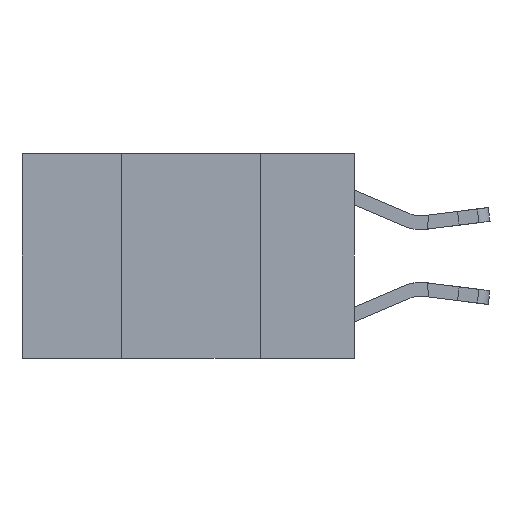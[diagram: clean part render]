
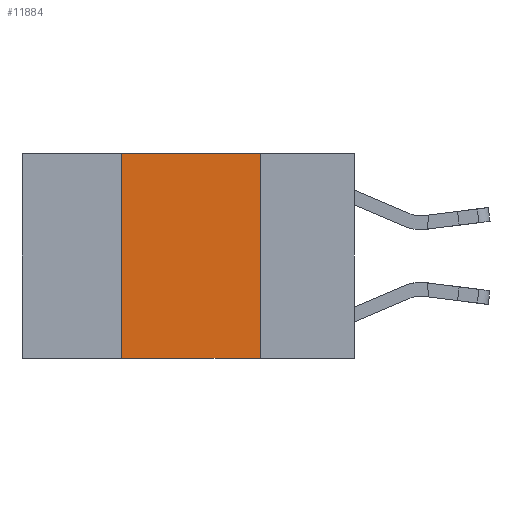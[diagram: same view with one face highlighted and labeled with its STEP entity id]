
A CAD part, left-side view. The second image highlights one B-rep face of the part: STEP entity #11884.
In plain terms, the highlighted planar face has unit normal (-1, 0, 0).
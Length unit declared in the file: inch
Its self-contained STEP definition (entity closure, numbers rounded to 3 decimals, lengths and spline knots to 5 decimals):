
#166 = DIRECTION ( 'NONE',  ( 0., -1., 0. ) ) ;
#218 = CARTESIAN_POINT ( 'NONE',  ( 0., 0.6, 0. ) ) ;
#224 = LINE ( 'NONE', #8432, #6057 ) ;
#660 = EDGE_CURVE ( 'NONE', #1384, #13124, #224, .T. ) ;
#781 = ORIENTED_EDGE ( 'NONE', *, *, #1939, .F. ) ;
#821 = VECTOR ( 'NONE', #7752, 39.37008 ) ;
#823 = FACE_OUTER_BOUND ( 'NONE', #13201, .T. ) ;
#958 = CARTESIAN_POINT ( 'NONE',  ( 0., 0.17, 0. ) ) ;
#1149 = ORIENTED_EDGE ( 'NONE', *, *, #2572, .F. ) ;
#1384 = VERTEX_POINT ( 'NONE', #13900 ) ;
#1680 = AXIS2_PLACEMENT_3D ( 'NONE', #4557, #5706, #12828 ) ;
#1939 = EDGE_CURVE ( 'NONE', #7378, #3261, #8970, .T. ) ;
#2572 = EDGE_CURVE ( 'NONE', #1384, #7378, #8323, .T. ) ;
#2719 = CARTESIAN_POINT ( 'NONE',  ( 0., 0.42, 0. ) ) ;
#3053 = CARTESIAN_POINT ( 'NONE',  ( 0., 0.17, -0.37 ) ) ;
#3261 = VERTEX_POINT ( 'NONE', #13088 ) ;
#3842 = DIRECTION ( 'NONE',  ( 0., 0., 1. ) ) ;
#4557 = CARTESIAN_POINT ( 'NONE',  ( 0., 0.6, 0. ) ) ;
#5706 = DIRECTION ( 'NONE',  ( 1., 0., 0. ) ) ;
#5967 = EDGE_CURVE ( 'NONE', #3261, #13124, #11365, .T. ) ;
#6057 = VECTOR ( 'NONE', #9533, 39.37008 ) ;
#7378 = VERTEX_POINT ( 'NONE', #8841 ) ;
#7752 = DIRECTION ( 'NONE',  ( 0., 0., -1. ) ) ;
#8323 = LINE ( 'NONE', #2719, #13282 ) ;
#8432 = CARTESIAN_POINT ( 'NONE',  ( 0., 0.6, -0.37 ) ) ;
#8663 = VECTOR ( 'NONE', #166, 39.37008 ) ;
#8841 = CARTESIAN_POINT ( 'NONE',  ( 0., 0.42, 0. ) ) ;
#8970 = LINE ( 'NONE', #218, #8663 ) ;
#9533 = DIRECTION ( 'NONE',  ( 0., -1., 0. ) ) ;
#10849 = PLANE ( 'NONE',  #1680 ) ;
#11365 = LINE ( 'NONE', #958, #821 ) ;
#11884 = ADVANCED_FACE ( 'NONE', ( #823 ), #10849, .F. ) ;
#11951 = ORIENTED_EDGE ( 'NONE', *, *, #5967, .F. ) ;
#12564 = ORIENTED_EDGE ( 'NONE', *, *, #660, .T. ) ;
#12828 = DIRECTION ( 'NONE',  ( 0., 0., -1. ) ) ;
#13088 = CARTESIAN_POINT ( 'NONE',  ( 0., 0.17, 0. ) ) ;
#13124 = VERTEX_POINT ( 'NONE', #3053 ) ;
#13201 = EDGE_LOOP ( 'NONE', ( #11951, #781, #1149, #12564 ) ) ;
#13282 = VECTOR ( 'NONE', #3842, 39.37008 ) ;
#13900 = CARTESIAN_POINT ( 'NONE',  ( 0., 0.42, -0.37 ) ) ;
